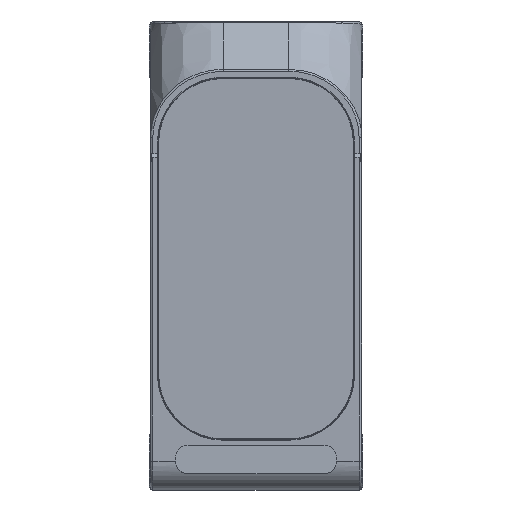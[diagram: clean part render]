
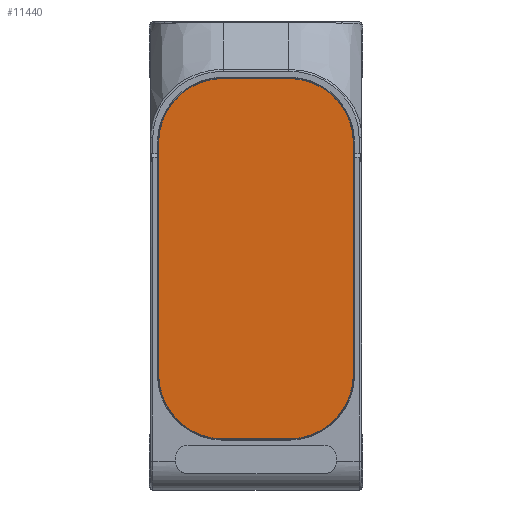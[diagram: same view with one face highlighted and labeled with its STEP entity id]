
A CAD part, front view. The second image highlights one B-rep face of the part: STEP entity #11440.
In plain terms, the highlighted planar face has unit normal (0, -0.999, -0.044).
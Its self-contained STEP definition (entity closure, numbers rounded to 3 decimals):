
#460=CARTESIAN_POINT('',(410.403,302.914,-44.655));
#461=DIRECTION('',(0.,-0.999,-0.044));
#462=DIRECTION('',(-1.,0.,0.));
#463=AXIS2_PLACEMENT_3D('',#460,#461,#462);
#465=DIRECTION('',(0.,0.044,-0.999));
#466=VECTOR('',#465,46.);
#467=CARTESIAN_POINT('',(397.553,300.907,1.301));
#468=LINE('',#467,#466);
#469=CARTESIAN_POINT('',(410.403,300.907,1.301));
#470=DIRECTION('',(0.,-0.999,-0.044));
#471=DIRECTION('',(0.,-0.044,0.999));
#472=AXIS2_PLACEMENT_3D('',#469,#470,#471);
#474=DIRECTION('',(-1.,0.,0.));
#475=VECTOR('',#474,13.);
#476=CARTESIAN_POINT('',(423.403,300.347,14.139));
#477=LINE('',#476,#475);
#478=CARTESIAN_POINT('',(423.403,300.907,1.301));
#479=DIRECTION('',(0.,-0.999,-0.044));
#480=DIRECTION('',(1.,0.,0.));
#481=AXIS2_PLACEMENT_3D('',#478,#479,#480);
#483=DIRECTION('',(0.,-0.044,0.999));
#484=VECTOR('',#483,46.);
#485=CARTESIAN_POINT('',(436.253,302.914,-44.655));
#486=LINE('',#485,#484);
#487=CARTESIAN_POINT('',(423.403,302.914,-44.655));
#488=DIRECTION('',(0.,-0.999,-0.044));
#489=DIRECTION('',(0.,0.044,-0.999));
#490=AXIS2_PLACEMENT_3D('',#487,#488,#489);
#492=DIRECTION('',(1.,0.,0.));
#493=VECTOR('',#492,13.);
#494=CARTESIAN_POINT('',(410.403,303.474,-57.493));
#495=LINE('',#494,#493);
#10136=CARTESIAN_POINT('',(397.553,302.914,
-44.655));
#10137=CARTESIAN_POINT('',(410.403,303.474,
-57.493));
#10138=VERTEX_POINT('',#10136);
#10139=VERTEX_POINT('',#10137);
#10140=CARTESIAN_POINT('',(423.403,303.474,
-57.493));
#10141=VERTEX_POINT('',#10140);
#10142=CARTESIAN_POINT('',(436.253,302.914,
-44.655));
#10143=VERTEX_POINT('',#10142);
#10144=CARTESIAN_POINT('',(436.253,300.907,1.301));
#10145=VERTEX_POINT('',#10144);
#10146=CARTESIAN_POINT('',(410.403,300.347,14.139));
#10147=CARTESIAN_POINT('',(397.553,300.907,1.301));
#10148=VERTEX_POINT('',#10146);
#10149=VERTEX_POINT('',#10147);
#10150=CARTESIAN_POINT('',(423.403,300.347,14.139));
#10151=VERTEX_POINT('',#10150);
#11425=CARTESIAN_POINT('',(436.253,303.474,
-57.493));
#11426=DIRECTION('',(0.,0.999,0.044));
#11427=DIRECTION('',(1.,0.,0.));
#11428=AXIS2_PLACEMENT_3D('',#11425,#11426,#11427);
#11429=PLANE('',#11428);
#11430=ORIENTED_EDGE('',*,*,#11207,.F.);
#11431=ORIENTED_EDGE('',*,*,#11230,.F.);
#11432=ORIENTED_EDGE('',*,*,#11297,.F.);
#11433=ORIENTED_EDGE('',*,*,#11318,.F.);
#11434=ORIENTED_EDGE('',*,*,#11339,.F.);
#11435=ORIENTED_EDGE('',*,*,#11361,.F.);
#11436=ORIENTED_EDGE('',*,*,#11392,.F.);
#11437=ORIENTED_EDGE('',*,*,#11412,.F.);
#11438=EDGE_LOOP('',(#11430,#11431,#11432,#11433,#11434,#11435,#11436,#11437));
#11439=FACE_OUTER_BOUND('',#11438,.F.);
#11440=ADVANCED_FACE('',(#11439),#11429,.F.);
#464=CIRCLE('',#463,12.85);
#473=CIRCLE('',#472,12.85);
#482=CIRCLE('',#481,12.85);
#491=CIRCLE('',#490,12.85);
#11207=EDGE_CURVE('',#10138,#10139,#464,.T.);
#11230=EDGE_CURVE('',#10149,#10138,#468,.T.);
#11297=EDGE_CURVE('',#10148,#10149,#473,.T.);
#11318=EDGE_CURVE('',#10151,#10148,#477,.T.);
#11339=EDGE_CURVE('',#10145,#10151,#482,.T.);
#11361=EDGE_CURVE('',#10143,#10145,#486,.T.);
#11392=EDGE_CURVE('',#10141,#10143,#491,.T.);
#11412=EDGE_CURVE('',#10139,#10141,#495,.T.);
